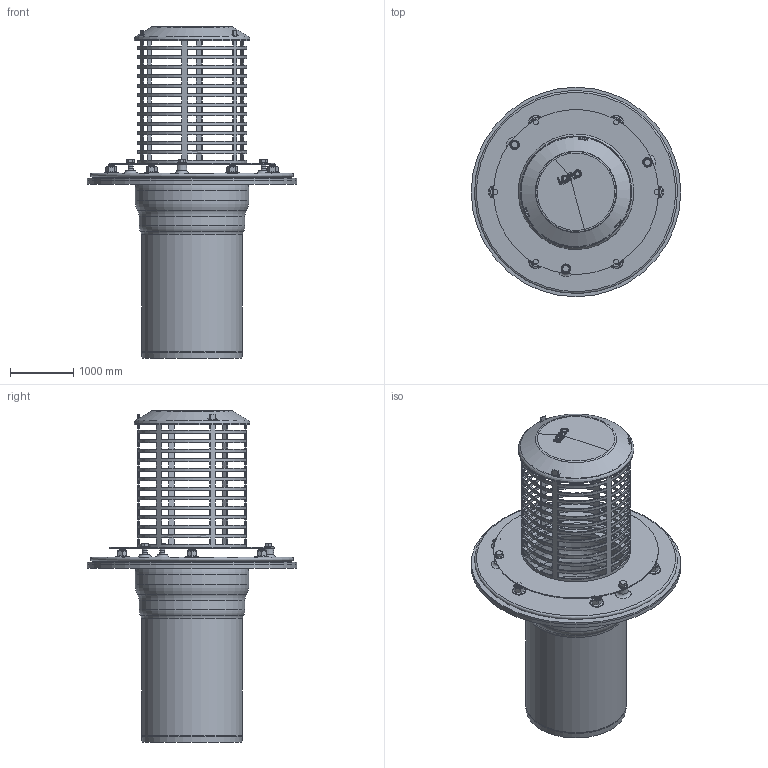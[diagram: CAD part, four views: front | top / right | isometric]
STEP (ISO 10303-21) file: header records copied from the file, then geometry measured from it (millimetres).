
FILE_DESCRIPTION(/* description */ (''),/* implementation_level */ '2;1');
FILE_NAME(/* name */ '21530.150X_3D.stp',/* time_stamp */ '2024-12-12T08:44:29+01:00',/* author */ ('CAD'),/* organization */ (''),/* preprocessor_version */ 'ST-DEVELOPER v20',/* originating_system */ 'AutoCAD Mechanical',/* authorisation */ '');
FILE_SCHEMA (('AUTOMOTIVE_DESIGN { 1 0 10303 214 3 1 1 }'));
Length unit declared in the file: centimetre
Products named in the file (2): Product; *S0
Assembly tree (1 placements, depth 2):
  Product
    *S0
Bounding box: 3300 x 3300 x 5230.91 mm (x, y, z)
Volume: 1248554441.2 mm3; surface area: 90415149.3 mm2
Topology: 25 solids, 25 shells, 870 faces, 2192 edges, 1391 vertices
Faces by surface type: plane 490, cone 162, cylinder 134, torus 72, bspline 9, sphere 3
Full cylindrical faces by diameter (mm): 60 x3, 70 x12, 80 x21, 83.76 x6, 90.3 x2, 100 x6, 140 x6, 160 x6, 1560 x1, 1590 x1, 1640 x1, 1670 x1, 1690 x2, 1710 x1, 1720 x1, 1760 x1, 1790 x2, 1820 x1, 1900 x1, 2600 x1, 3300 x2
Entity records: 27289 total; most frequent: CARTESIAN_POINT 5427, DIRECTION 4731, ORIENTED_EDGE 4380, EDGE_CURVE 2190, AXIS2_PLACEMENT_3D 1848, VERTEX_POINT 1391, EDGE_LOOP 1119, LINE 1035
